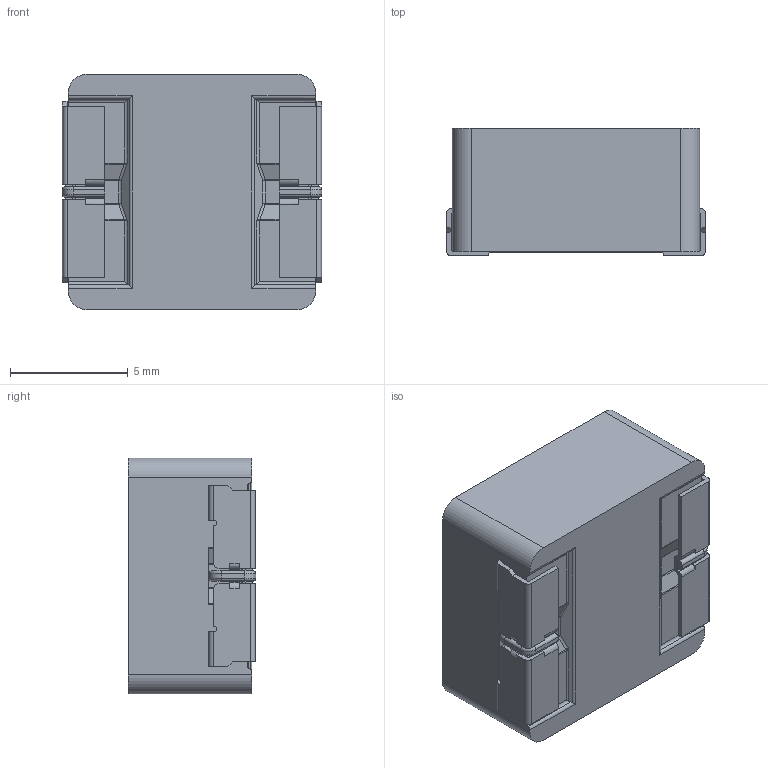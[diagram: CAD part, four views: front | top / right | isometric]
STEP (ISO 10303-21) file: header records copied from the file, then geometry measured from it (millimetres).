
FILE_DESCRIPTION (( 'STEP AP214' ), '1' );
FILE_NAME ('ETQP5M470YSC.STEP', '2021-10-13T00:50:54', ( '' ), ( '' ), 'SwSTEP 2.0', 'SolidWorks 2020', '' );
FILE_SCHEMA (( 'AUTOMOTIVE_DESIGN' ));
Length unit declared in the file: millimetre
Products named in the file (1): ETQP5M470YSC
Bounding box: 11.02 x 5.41 x 10 mm (x, y, z)
Volume: 547.2 mm3; surface area: 529.3 mm2
Topology: 1 solids, 1 shells, 267 faces, 756 edges, 476 vertices
Faces by surface type: plane 137, cylinder 112, torus 8, bspline 4, sphere 4, cone 2
Entity records: 11617 total; most frequent: CARTESIAN_POINT 1684, ORIENTED_EDGE 1504, DIRECTION 1456, EDGE_CURVE 752, LINE 496, VECTOR 496, AXIS2_PLACEMENT_3D 480, VERTEX_POINT 476
